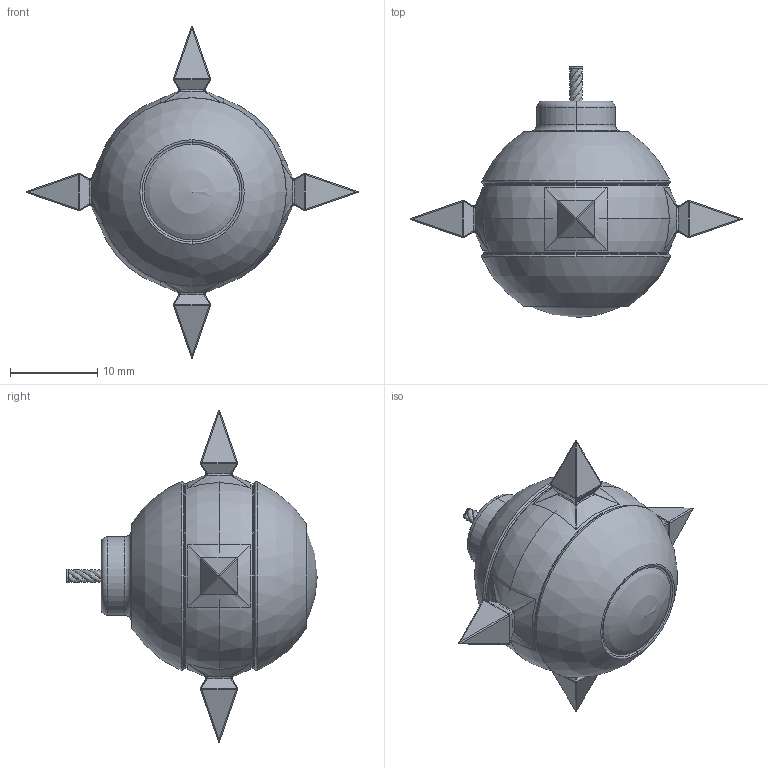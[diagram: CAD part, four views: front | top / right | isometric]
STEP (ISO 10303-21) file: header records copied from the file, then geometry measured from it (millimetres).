
FILE_DESCRIPTION (( 'STEP AP214' ), '1' );
FILE_NAME ('CADecember24 - CoC - 1.STEP', '2024-12-14T04:56:39', ( '' ), ( '' ), 'SwSTEP 2.0', 'SolidWorks 2025', '' );
FILE_SCHEMA (( 'AUTOMOTIVE_DESIGN' ));
Length unit declared in the file: millimetre
Products named in the file (1): CADecember24 - CoC - 1
Bounding box: 37.99 x 28.69 x 37.99 mm (x, y, z)
Volume: 6719.7 mm3; surface area: 4187.5 mm2
Topology: 9 solids, 9 shells, 254 faces, 619 edges, 330 vertices
Faces by surface type: bspline 84, plane 61, cylinder 55, sphere 30, torus 24
Entity records: 9262 total; most frequent: CARTESIAN_POINT 4246, ORIENTED_EDGE 1094, DIRECTION 941, EDGE_CURVE 547, AXIS2_PLACEMENT_3D 403, VERTEX_POINT 312, EDGE_LOOP 259, FACE_OUTER_BOUND 254
